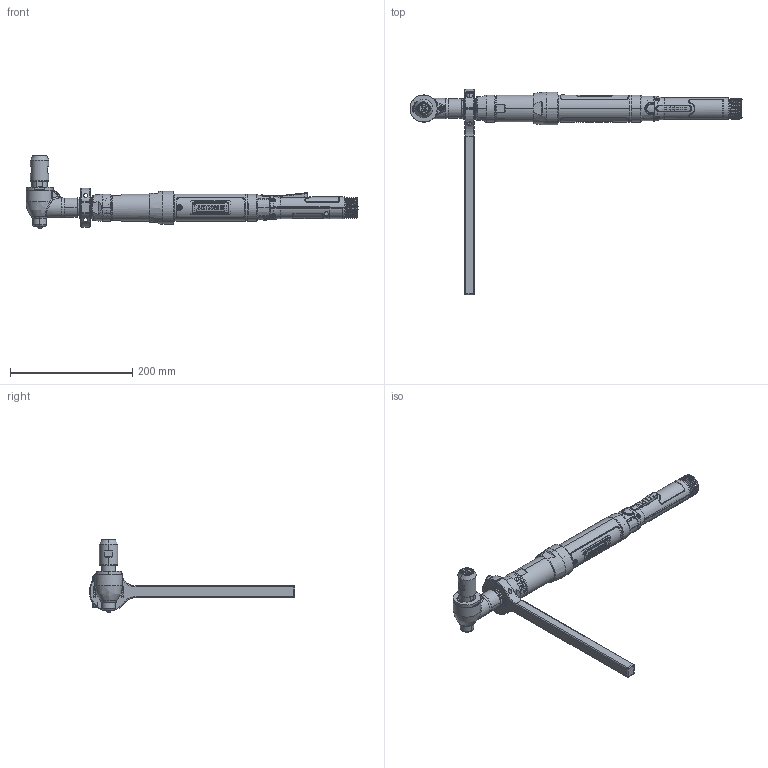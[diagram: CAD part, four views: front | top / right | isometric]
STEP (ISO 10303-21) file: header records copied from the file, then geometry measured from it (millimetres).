
FILE_DESCRIPTION((''),'2;1');
FILE_NAME('EB34LH22AV1-77','2012-01-26T',('MAM0508'),(''),'PRO/ENGINEER BY PARAMETRIC TECHNOLOGY CORPORATION, 2010430','PRO/ENGINEER BY PARAMETRIC TECHNOLOGY CORPORATION, 2010430','');
FILE_SCHEMA(('CONFIG_CONTROL_DESIGN'));
Products named in the file (1): EB34LH22AV1-77
Bounding box: 543.44 x 336.55 x 118.41 mm (x, y, z)
Surface area: 175960.5 mm2 (no closed solid volume)
Topology: 0 solids, 319 shells, 884 faces, 4812 edges, 4177 vertices
Faces by surface type: cylinder 433, bspline 148, plane 141, cone 84, torus 56, extrusion 16, sphere 6
Entity records: 69473 total; most frequent: CARTESIAN_POINT 36484, DIRECTION 5783, ORIENTED_EDGE 5759, EDGE_CURVE 4810, VERTEX_POINT 4177, AXIS2_PLACEMENT_3D 1962, VECTOR 1859, LINE 1843
